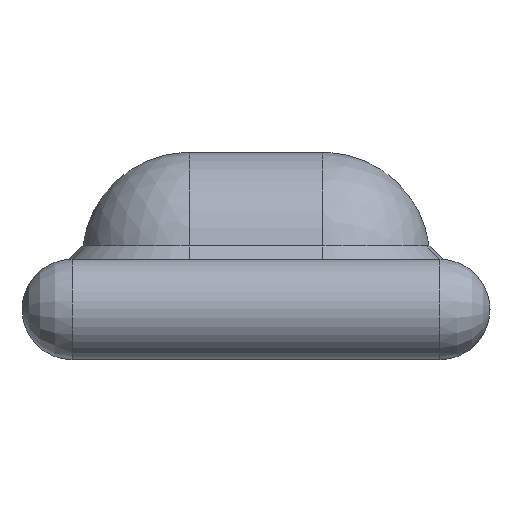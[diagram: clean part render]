
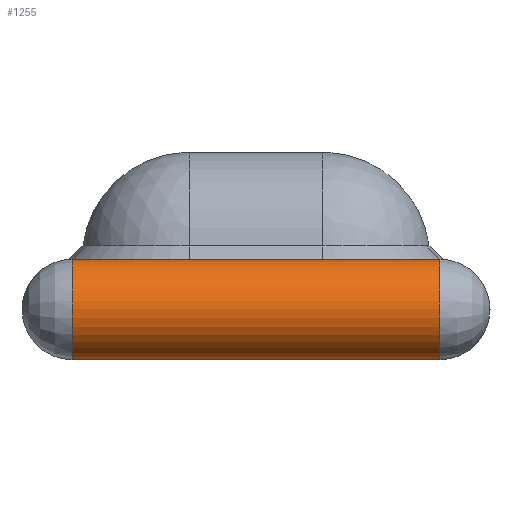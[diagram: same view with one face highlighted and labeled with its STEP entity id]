
A CAD part, left-side view. The second image highlights one B-rep face of the part: STEP entity #1255.
In plain terms, the highlighted cylindrical face has radius 7.5 mm (diameter 15 mm), a partial arc.
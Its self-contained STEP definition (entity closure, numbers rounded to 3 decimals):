
#501 = EDGE_CURVE('',#502,#504,#506,.T.);
#502 = VERTEX_POINT('',#503);
#503 = CARTESIAN_POINT('',(-116.,27.51,0.));
#504 = VERTEX_POINT('',#505);
#505 = CARTESIAN_POINT('',(-116.,-27.51,0.));
#506 = LINE('',#507,#508);
#507 = CARTESIAN_POINT('',(-116.,35.,0.));
#508 = VECTOR('',#509,1.);
#509 = DIRECTION('',(0.,-1.,0.));
#1255 = ADVANCED_FACE('',(#1256),#1283,.T.);
#1256 = FACE_BOUND('',#1257,.F.);
#1257 = EDGE_LOOP('',(#1258,#1268,#1275,#1276));
#1258 = ORIENTED_EDGE('',*,*,#1259,.T.);
#1259 = EDGE_CURVE('',#1260,#1262,#1264,.T.);
#1260 = VERTEX_POINT('',#1261);
#1261 = CARTESIAN_POINT('',(-116.,27.51,15.));
#1262 = VERTEX_POINT('',#1263);
#1263 = CARTESIAN_POINT('',(-116.,-27.51,15.));
#1264 = LINE('',#1265,#1266);
#1265 = CARTESIAN_POINT('',(-116.,35.,15.));
#1266 = VECTOR('',#1267,1.);
#1267 = DIRECTION('',(0.,-1.,0.));
#1268 = ORIENTED_EDGE('',*,*,#1269,.T.);
#1269 = EDGE_CURVE('',#1262,#504,#1270,.T.);
#1270 = CIRCLE('',#1271,7.5);
#1271 = AXIS2_PLACEMENT_3D('',#1272,#1273,#1274);
#1272 = CARTESIAN_POINT('',(-116.,-27.51,7.5));
#1273 = DIRECTION('',(-0.,-1.,0.));
#1274 = DIRECTION('',(0.,0.,1.));
#1275 = ORIENTED_EDGE('',*,*,#501,.F.);
#1276 = ORIENTED_EDGE('',*,*,#1277,.F.);
#1277 = EDGE_CURVE('',#1260,#502,#1278,.T.);
#1278 = CIRCLE('',#1279,7.5);
#1279 = AXIS2_PLACEMENT_3D('',#1280,#1281,#1282);
#1280 = CARTESIAN_POINT('',(-116.,27.51,7.5));
#1281 = DIRECTION('',(-0.,-1.,0.));
#1282 = DIRECTION('',(0.,0.,1.));
#1283 = CYLINDRICAL_SURFACE('',#1284,7.5);
#1284 = AXIS2_PLACEMENT_3D('',#1285,#1286,#1287);
#1285 = CARTESIAN_POINT('',(-116.,35.,7.5));
#1286 = DIRECTION('',(0.,1.,0.));
#1287 = DIRECTION('',(1.,0.,0.));
